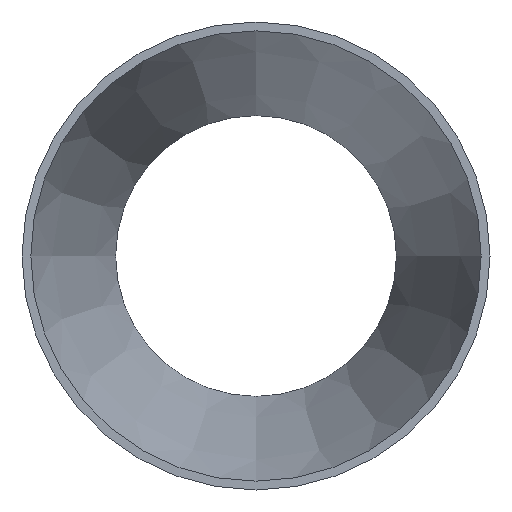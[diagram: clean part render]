
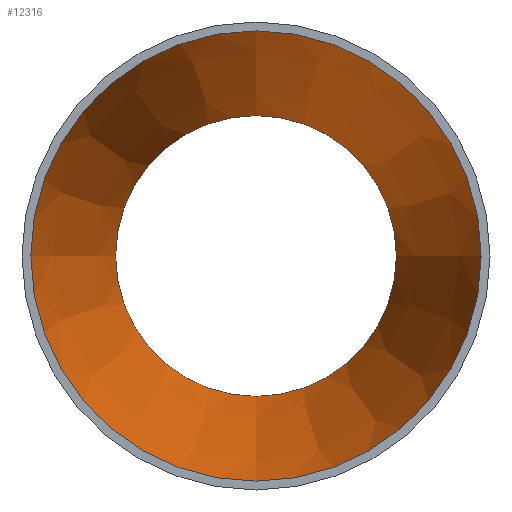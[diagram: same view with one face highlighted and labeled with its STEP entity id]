
A CAD part, front view. The second image highlights one B-rep face of the part: STEP entity #12316.
In plain terms, the highlighted conical face has half-angle 14.638 degrees and reference radius 105.416 mm.
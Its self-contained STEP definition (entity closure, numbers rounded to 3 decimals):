
#257 = VERTEX_POINT ( 'NONE', #23342 ) ;
#1104 = EDGE_CURVE ( 'NONE', #257, #257, #21612, .T. ) ;
#2147 = AXIS2_PLACEMENT_3D ( 'NONE', #10642, #21033, #4286 ) ;
#2891 = CIRCLE ( 'NONE', #13707, 105.416 ) ;
#3856 = DIRECTION ( 'NONE',  ( 0., -1., 0. ) ) ;
#4063 = DIRECTION ( 'NONE',  ( 0., -1., 0. ) ) ;
#4286 = DIRECTION ( 'NONE',  ( 0., 0., -1. ) ) ;
#6033 = DIRECTION ( 'NONE',  ( 0., 0., -1. ) ) ;
#6727 = VERTEX_POINT ( 'NONE', #10561 ) ;
#7813 = EDGE_CURVE ( 'NONE', #6727, #6727, #2891, .T. ) ;
#8427 = CONICAL_SURFACE ( 'NONE', #2147, 105.416, 0.255 ) ;
#9881 = ORIENTED_EDGE ( 'NONE', *, *, #7813, .T. ) ;
#10561 = CARTESIAN_POINT ( 'NONE',  ( 0., 0., -105.416 ) ) ;
#10642 = CARTESIAN_POINT ( 'NONE',  ( 0., 0., 0. ) ) ;
#12316 = ADVANCED_FACE ( 'NONE', ( #14189, #23156 ), #8427, .F. ) ;
#12596 = DIRECTION ( 'NONE',  ( 0., 0., -1. ) ) ;
#12732 = CARTESIAN_POINT ( 'NONE',  ( 0., 152., 0. ) ) ;
#13707 = AXIS2_PLACEMENT_3D ( 'NONE', #21215, #4063, #6033 ) ;
#14189 = FACE_BOUND ( 'NONE', #22283, .T. ) ;
#14475 = AXIS2_PLACEMENT_3D ( 'NONE', #12732, #3856, #12596 ) ;
#16644 = EDGE_LOOP ( 'NONE', ( #9881 ) ) ;
#21033 = DIRECTION ( 'NONE',  ( 0., -1., 0. ) ) ;
#21215 = CARTESIAN_POINT ( 'NONE',  ( 0., 0., 0. ) ) ;
#21612 = CIRCLE ( 'NONE', #14475, 65.716 ) ;
#22283 = EDGE_LOOP ( 'NONE', ( #27692 ) ) ;
#23156 = FACE_OUTER_BOUND ( 'NONE', #16644, .T. ) ;
#23342 = CARTESIAN_POINT ( 'NONE',  ( 0., 152., -65.716 ) ) ;
#27692 = ORIENTED_EDGE ( 'NONE', *, *, #1104, .F. ) ;
